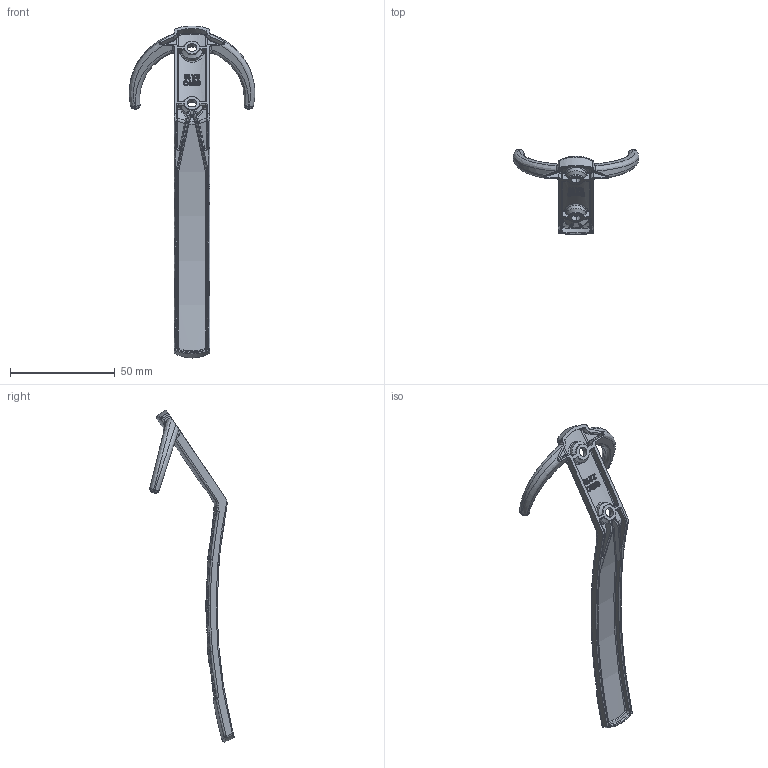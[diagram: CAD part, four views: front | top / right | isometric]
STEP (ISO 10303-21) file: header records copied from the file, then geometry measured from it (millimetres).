
FILE_DESCRIPTION(('Creo Elements/Direct Modeling STEP Export'),'2;1');
FILE_NAME('2213.stp','2023-08-21T 9:28:32',(''),(''),'Creo Elements/Direct Modeling STEP processor for AP214 (Solid Model)','Creo Elements/Direct Modeling 20.0 12-Nov-2016 (C) Parametric Technology GmbH','');
FILE_SCHEMA(('AUTOMOTIVE_DESIGN { 1 0 10303 214 1 1 1 1 }'));
Length unit declared in the file: millimetre
Products named in the file (1): ZN-8490-1
Bounding box: 59.98 x 40.31 x 158.57 mm (x, y, z)
Volume: 9154 mm3; surface area: 10710.1 mm2
Topology: 1 solids, 1 shells, 763 faces, 2040 edges, 1286 vertices
Faces by surface type: plane 389, bspline 244, cylinder 97, cone 10, extrusion 10, torus 8, sphere 4, revolution 1
Entity records: 157471 total; most frequent: CARTESIAN_POINT 140320, ORIENTED_EDGE 4070, DIRECTION 3058, EDGE_CURVE 2035, VERTEX_POINT 1286, AXIS2_PLACEMENT_3D 1226, EDGE_LOOP 779, FACE_OUTER_BOUND 763
